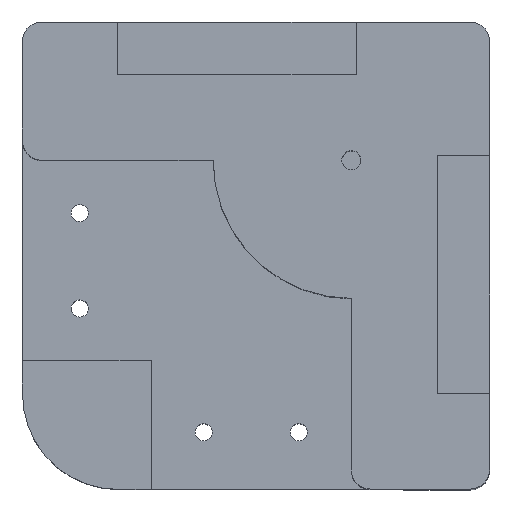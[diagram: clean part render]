
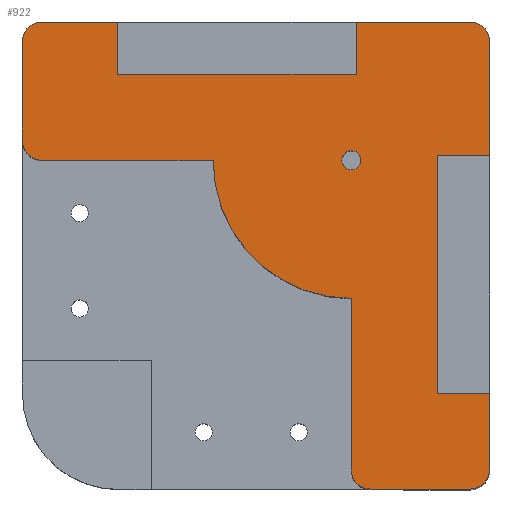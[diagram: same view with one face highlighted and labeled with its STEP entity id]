
A CAD part, top view. The second image highlights one B-rep face of the part: STEP entity #922.
In plain terms, the highlighted planar face has unit normal (0, 0, 1).
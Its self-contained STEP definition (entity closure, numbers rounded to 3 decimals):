
#17=FACE_BOUND('',#131,.T.);
#37=PLANE('',#999);
#75=FACE_OUTER_BOUND('',#130,.T.);
#130=EDGE_LOOP('',(#666,#667,#668,#669,#670,#671,#672,#673,#674,#675,#676,
#677,#678,#679,#680,#681,#682,#683,#684,#685,#686));
#131=EDGE_LOOP('',(#687));
#198=LINE('',#1391,#289);
#207=LINE('',#1409,#298);
#208=LINE('',#1411,#299);
#209=LINE('',#1413,#300);
#210=LINE('',#1415,#301);
#211=LINE('',#1417,#302);
#212=LINE('',#1421,#303);
#213=LINE('',#1423,#304);
#214=LINE('',#1425,#305);
#215=LINE('',#1427,#306);
#216=LINE('',#1429,#307);
#217=LINE('',#1433,#308);
#218=LINE('',#1435,#309);
#219=LINE('',#1439,#310);
#220=LINE('',#1443,#311);
#289=VECTOR('',#1118,10.);
#298=VECTOR('',#1129,10.);
#299=VECTOR('',#1130,10.);
#300=VECTOR('',#1131,10.);
#301=VECTOR('',#1132,10.);
#302=VECTOR('',#1133,10.);
#303=VECTOR('',#1136,10.);
#304=VECTOR('',#1137,10.);
#305=VECTOR('',#1138,10.);
#306=VECTOR('',#1139,10.);
#307=VECTOR('',#1140,10.);
#308=VECTOR('',#1143,10.);
#309=VECTOR('',#1144,10.);
#310=VECTOR('',#1147,10.);
#311=VECTOR('',#1150,10.);
#382=CIRCLE('',#996,2.);
#384=CIRCLE('',#1000,2.);
#385=CIRCLE('',#1001,2.);
#386=CIRCLE('',#1002,2.);
#387=CIRCLE('',#1003,14.5);
#388=CIRCLE('',#1004,2.);
#389=CIRCLE('',#1005,1.);
#422=VERTEX_POINT('',#1381);
#423=VERTEX_POINT('',#1382);
#426=VERTEX_POINT('',#1390);
#434=VERTEX_POINT('',#1408);
#435=VERTEX_POINT('',#1410);
#436=VERTEX_POINT('',#1412);
#437=VERTEX_POINT('',#1414);
#438=VERTEX_POINT('',#1416);
#439=VERTEX_POINT('',#1418);
#440=VERTEX_POINT('',#1420);
#441=VERTEX_POINT('',#1422);
#442=VERTEX_POINT('',#1424);
#443=VERTEX_POINT('',#1426);
#444=VERTEX_POINT('',#1428);
#445=VERTEX_POINT('',#1430);
#446=VERTEX_POINT('',#1432);
#447=VERTEX_POINT('',#1434);
#448=VERTEX_POINT('',#1436);
#449=VERTEX_POINT('',#1438);
#450=VERTEX_POINT('',#1440);
#451=VERTEX_POINT('',#1442);
#452=VERTEX_POINT('',#1445);
#513=EDGE_CURVE('',#422,#423,#382,.T.);
#517=EDGE_CURVE('',#426,#423,#198,.T.);
#526=EDGE_CURVE('',#422,#434,#207,.T.);
#527=EDGE_CURVE('',#434,#435,#208,.T.);
#528=EDGE_CURVE('',#435,#436,#209,.T.);
#529=EDGE_CURVE('',#436,#437,#210,.T.);
#530=EDGE_CURVE('',#437,#438,#211,.T.);
#531=EDGE_CURVE('',#439,#438,#384,.T.);
#532=EDGE_CURVE('',#439,#440,#212,.T.);
#533=EDGE_CURVE('',#440,#441,#213,.T.);
#534=EDGE_CURVE('',#441,#442,#214,.T.);
#535=EDGE_CURVE('',#442,#443,#215,.T.);
#536=EDGE_CURVE('',#443,#444,#216,.T.);
#537=EDGE_CURVE('',#445,#444,#385,.T.);
#538=EDGE_CURVE('',#445,#446,#217,.T.);
#539=EDGE_CURVE('',#446,#447,#218,.T.);
#540=EDGE_CURVE('',#448,#447,#386,.T.);
#541=EDGE_CURVE('',#448,#449,#219,.T.);
#542=EDGE_CURVE('',#449,#450,#387,.T.);
#543=EDGE_CURVE('',#450,#451,#220,.T.);
#544=EDGE_CURVE('',#426,#451,#388,.T.);
#545=EDGE_CURVE('',#452,#452,#389,.F.);
#666=ORIENTED_EDGE('',*,*,#513,.F.);
#667=ORIENTED_EDGE('',*,*,#526,.T.);
#668=ORIENTED_EDGE('',*,*,#527,.T.);
#669=ORIENTED_EDGE('',*,*,#528,.T.);
#670=ORIENTED_EDGE('',*,*,#529,.T.);
#671=ORIENTED_EDGE('',*,*,#530,.T.);
#672=ORIENTED_EDGE('',*,*,#531,.F.);
#673=ORIENTED_EDGE('',*,*,#532,.T.);
#674=ORIENTED_EDGE('',*,*,#533,.T.);
#675=ORIENTED_EDGE('',*,*,#534,.T.);
#676=ORIENTED_EDGE('',*,*,#535,.T.);
#677=ORIENTED_EDGE('',*,*,#536,.T.);
#678=ORIENTED_EDGE('',*,*,#537,.F.);
#679=ORIENTED_EDGE('',*,*,#538,.T.);
#680=ORIENTED_EDGE('',*,*,#539,.T.);
#681=ORIENTED_EDGE('',*,*,#540,.F.);
#682=ORIENTED_EDGE('',*,*,#541,.T.);
#683=ORIENTED_EDGE('',*,*,#542,.T.);
#684=ORIENTED_EDGE('',*,*,#543,.T.);
#685=ORIENTED_EDGE('',*,*,#544,.F.);
#686=ORIENTED_EDGE('',*,*,#517,.T.);
#687=ORIENTED_EDGE('',*,*,#545,.T.);
#922=ADVANCED_FACE('',(#75,#17),#37,.T.);
#996=AXIS2_PLACEMENT_3D('',#1383,#1110,#1111);
#999=AXIS2_PLACEMENT_3D('',#1407,#1127,#1128);
#1000=AXIS2_PLACEMENT_3D('',#1419,#1134,#1135);
#1001=AXIS2_PLACEMENT_3D('',#1431,#1141,#1142);
#1002=AXIS2_PLACEMENT_3D('',#1437,#1145,#1146);
#1003=AXIS2_PLACEMENT_3D('',#1441,#1148,#1149);
#1004=AXIS2_PLACEMENT_3D('',#1444,#1151,#1152);
#1005=AXIS2_PLACEMENT_3D('',#1446,#1153,#1154);
#1110=DIRECTION('center_axis',(0.,0.,-1.));
#1111=DIRECTION('ref_axis',(0.707,-0.707,0.));
#1118=DIRECTION('',(1.,0.,0.));
#1127=DIRECTION('center_axis',(0.,0.,1.));
#1128=DIRECTION('ref_axis',(1.,0.,0.));
#1129=DIRECTION('',(0.,1.,0.));
#1130=DIRECTION('',(-1.,0.,0.));
#1131=DIRECTION('',(0.,1.,0.));
#1132=DIRECTION('',(1.,0.,0.));
#1133=DIRECTION('',(0.,1.,0.));
#1134=DIRECTION('center_axis',(0.,0.,-1.));
#1135=DIRECTION('ref_axis',(0.707,0.707,0.));
#1136=DIRECTION('',(-1.,0.,0.));
#1137=DIRECTION('',(0.,-1.,0.));
#1138=DIRECTION('',(-1.,0.,0.));
#1139=DIRECTION('',(0.,1.,0.));
#1140=DIRECTION('',(-1.,0.,0.));
#1141=DIRECTION('center_axis',(0.,0.,-1.));
#1142=DIRECTION('ref_axis',(-0.707,0.707,0.));
#1143=DIRECTION('',(0.,-1.,0.));
#1144=DIRECTION('',(0.,-1.,0.));
#1145=DIRECTION('center_axis',(0.,0.,-1.));
#1146=DIRECTION('ref_axis',(-0.707,-0.707,0.));
#1147=DIRECTION('',(1.,0.,0.));
#1148=DIRECTION('center_axis',(0.,0.,1.));
#1149=DIRECTION('ref_axis',(1.,0.,0.));
#1150=DIRECTION('',(0.,-1.,0.));
#1151=DIRECTION('center_axis',(0.,0.,-1.));
#1152=DIRECTION('ref_axis',(-0.707,-0.707,0.));
#1153=DIRECTION('center_axis',(0.,0.,1.));
#1154=DIRECTION('ref_axis',(1.,0.,0.));
#1381=CARTESIAN_POINT('',(29.,-18.,40.));
#1382=CARTESIAN_POINT('',(27.,-20.,40.));
#1383=CARTESIAN_POINT('Origin',(27.,-18.,40.));
#1390=CARTESIAN_POINT('',(16.5,-20.,40.));
#1391=CARTESIAN_POINT('',(20.,-20.,40.));
#1407=CARTESIAN_POINT('Origin',(4.5,4.5,40.));
#1408=CARTESIAN_POINT('',(29.,-10.,40.));
#1409=CARTESIAN_POINT('',(29.,29.,40.));
#1410=CARTESIAN_POINT('',(23.5,-10.,40.));
#1411=CARTESIAN_POINT('',(16.75,-10.,40.));
#1412=CARTESIAN_POINT('',(23.5,15.,40.));
#1413=CARTESIAN_POINT('',(23.5,-2.75,40.));
#1414=CARTESIAN_POINT('',(29.,15.,40.));
#1415=CARTESIAN_POINT('',(14.,15.,40.));
#1416=CARTESIAN_POINT('',(29.,27.,40.));
#1417=CARTESIAN_POINT('',(29.,29.,40.));
#1418=CARTESIAN_POINT('',(27.,29.,40.));
#1419=CARTESIAN_POINT('Origin',(27.,27.,40.));
#1420=CARTESIAN_POINT('',(15.,29.,40.));
#1421=CARTESIAN_POINT('',(29.,29.,40.));
#1422=CARTESIAN_POINT('',(15.,23.5,40.));
#1423=CARTESIAN_POINT('',(15.,16.75,40.));
#1424=CARTESIAN_POINT('',(-10.,23.5,40.));
#1425=CARTESIAN_POINT('',(9.75,23.5,40.));
#1426=CARTESIAN_POINT('',(-10.,29.,40.));
#1427=CARTESIAN_POINT('',(-10.,14.,40.));
#1428=CARTESIAN_POINT('',(-18.,29.,40.));
#1429=CARTESIAN_POINT('',(29.,29.,40.));
#1430=CARTESIAN_POINT('',(-20.,27.,40.));
#1431=CARTESIAN_POINT('Origin',(-18.,27.,40.));
#1432=CARTESIAN_POINT('',(-20.,20.,40.));
#1433=CARTESIAN_POINT('',(-20.,29.,40.));
#1434=CARTESIAN_POINT('',(-20.,16.5,40.));
#1435=CARTESIAN_POINT('',(-20.,-10.,40.));
#1436=CARTESIAN_POINT('',(-18.,14.5,40.));
#1437=CARTESIAN_POINT('Origin',(-18.,16.5,40.));
#1438=CARTESIAN_POINT('',(0.,14.5,40.));
#1439=CARTESIAN_POINT('',(14.5,14.5,40.));
#1440=CARTESIAN_POINT('',(14.5,0.,40.));
#1441=CARTESIAN_POINT('Origin',(14.5,14.5,40.));
#1442=CARTESIAN_POINT('',(14.5,-18.,40.));
#1443=CARTESIAN_POINT('',(14.5,14.5,40.));
#1444=CARTESIAN_POINT('Origin',(16.5,-18.,40.));
#1445=CARTESIAN_POINT('',(13.5,14.5,40.));
#1446=CARTESIAN_POINT('Origin',(14.5,14.5,40.));
